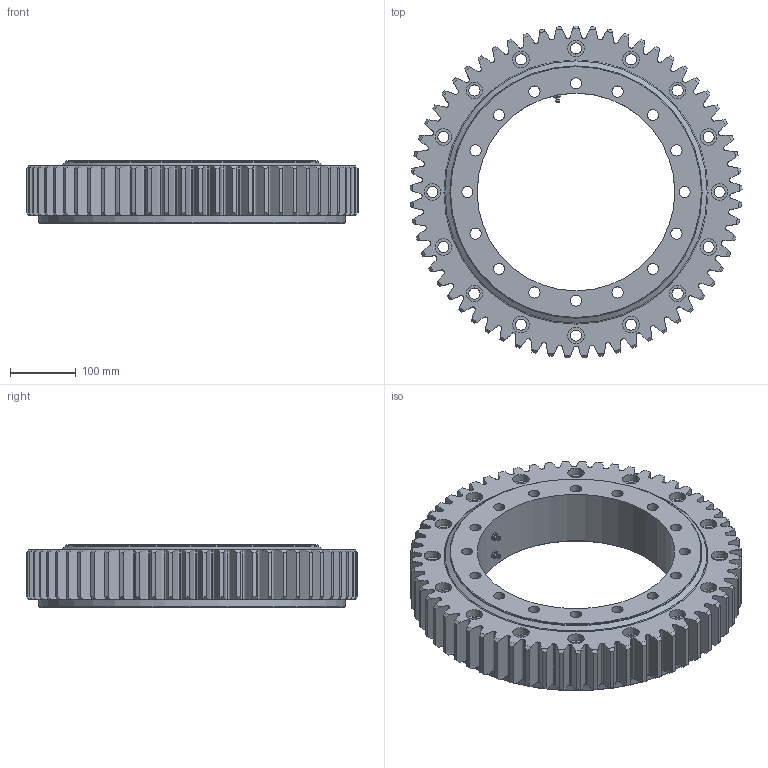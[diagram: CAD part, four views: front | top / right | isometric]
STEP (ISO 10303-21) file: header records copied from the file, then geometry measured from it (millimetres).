
FILE_DESCRIPTION (( 'STEP AP214' ), '1' );
FILE_NAME ('E.504.2.25.00.D.6.STEP', '2020-05-12T07:17:54', ( '' ), ( '' ), 'SwSTEP 2.0', 'SolidWorks 2016', '' );
FILE_SCHEMA (( 'AUTOMOTIVE_DESIGN' ));
Length unit declared in the file: millimetre
Products named in the file (7): Grease nipple M10x1mm; E.504.2.25.00.D.6 - IR; E.504.2.25.00.D.6 - OR Seal; E.504.2.25.00.D.6; E.504.2.25.00.D.6 - OR; E.504.2.25.00.D.6 - IR Seal; Ball D25
Assembly tree (112 placements, depth 2):
  E.504.2.25.00.D.6
    E.504.2.25.00.D.6 - IR
    E.504.2.25.00.D.6 - OR
    Ball D25  x104
    E.504.2.25.00.D.6 - IR Seal
    E.504.2.25.00.D.6 - OR Seal
    Grease nipple M10x1mm  x4
Bounding box: 503.95 x 503.8 x 95 mm (x, y, z)
Volume: 8520793.6 mm3; surface area: 1292526 mm2
Topology: 112 solids, 112 shells, 810 faces, 2173 edges, 1426 vertices
Faces by surface type: plane 213, cone 188, cylinder 161, bspline 122, sphere 104, torus 22
Full cylindrical faces by diameter (mm): 3 x12, 9 x4, 10 x4, 17 x32, 22 x2, 25 x32, 300 x1, 369 x2, 383 x4, 387 x4, 401 x2, 466 x1
Entity records: 40105 total; most frequent: CARTESIAN_POINT 24736, ORIENTED_EDGE 3086, DIRECTION 2713, EDGE_CURVE 1543, VERTEX_POINT 1098, AXIS2_PLACEMENT_3D 1079, EDGE_LOOP 881, FACE_OUTER_BOUND 735
